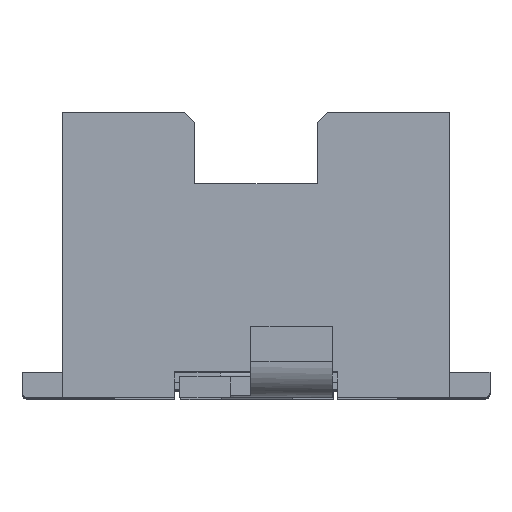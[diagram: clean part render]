
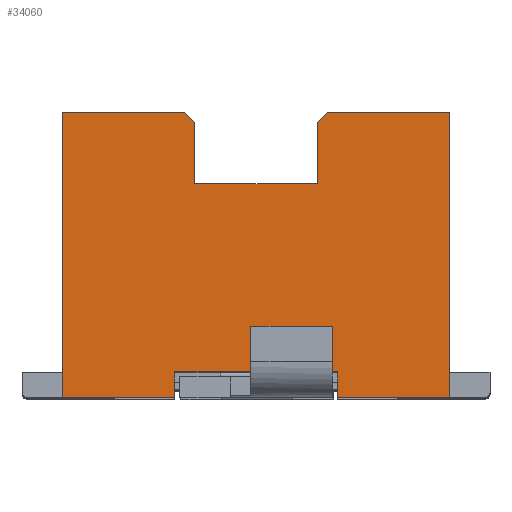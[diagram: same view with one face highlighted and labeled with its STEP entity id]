
A CAD part, top view. The second image highlights one B-rep face of the part: STEP entity #34060.
In plain terms, the highlighted planar face has unit normal (0, 0, 1).
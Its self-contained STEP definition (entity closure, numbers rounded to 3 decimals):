
#100=CARTESIAN_POINT('',(-13.01,-0.25,8.38));
#110=VERTEX_POINT('',#100);
#280=CARTESIAN_POINT('',(-14.11,-0.25,8.38));
#290=VERTEX_POINT('',#280);
#320=CARTESIAN_POINT('',(-15.25,-0.25,8.38));
#330=DIRECTION('',(1.,0.,0.));
#340=VECTOR('',#330,1.);
#350=LINE('',#320,#340);
#360=EDGE_CURVE('',#290,#110,#350,.T.);
#1820=CARTESIAN_POINT('',(-13.01,0.,8.38));
#1830=VERTEX_POINT('',#1820);
#1860=CARTESIAN_POINT('',(-15.25,0.,8.38));
#1870=DIRECTION('',(1.,0.,0.));
#1880=VECTOR('',#1870,1.);
#1890=LINE('',#1860,#1880);
#1900=CARTESIAN_POINT('',(-11.41,0.,8.38));
#1910=VERTEX_POINT('',#1900);
#1920=EDGE_CURVE('',#1830,#1910,#1890,.T.);
#3120=CARTESIAN_POINT('',(-13.01,-0.25,8.38));
#3130=DIRECTION('',(0.,1.,0.));
#3140=VECTOR('',#3130,1.);
#3150=LINE('',#3120,#3140);
#3160=EDGE_CURVE('',#110,#1830,#3150,.T.);
#12010=CARTESIAN_POINT('',(-10.61,0.25,8.38));
#12020=DIRECTION('',(0.707,-0.707,-0.));
#12030=VECTOR('',#12020,1.);
#12040=LINE('',#12010,#12030);
#12050=CARTESIAN_POINT('',(-12.91,2.55,8.38));
#12060=VERTEX_POINT('',#12050);
#12070=CARTESIAN_POINT('',(-12.81,2.45,8.38));
#12080=VERTEX_POINT('',#12070);
#12090=EDGE_CURVE('',#12060,#12080,#12040,.T.);
#15030=CARTESIAN_POINT('',(-12.81,1.85,8.38));
#15040=VERTEX_POINT('',#15030);
#15070=CARTESIAN_POINT('',(-12.81,0.25,8.38));
#15080=DIRECTION('',(0.,-1.,0.));
#15090=VECTOR('',#15080,1.);
#15100=LINE('',#15070,#15090);
#15110=EDGE_CURVE('',#12080,#15040,#15100,.T.);
#21500=CARTESIAN_POINT('',(-11.61,1.85,8.38));
#21510=VERTEX_POINT('',#21500);
#21540=CARTESIAN_POINT('',(-12.81,1.85,8.38));
#21550=DIRECTION('',(1.,0.,0.));
#21560=VECTOR('',#21550,1.);
#21570=LINE('',#21540,#21560);
#21580=EDGE_CURVE('',#15040,#21510,#21570,.T.);
#22200=CARTESIAN_POINT('',(-11.41,-0.25,8.38));
#22210=VERTEX_POINT('',#22200);
#22220=CARTESIAN_POINT('',(-10.31,-0.25,8.38));
#22230=VERTEX_POINT('',#22220);
#22240=EDGE_CURVE('',#22210,#22230,#350,.T.);
#30990=CARTESIAN_POINT('',(-11.61,0.25,8.38));
#31000=DIRECTION('',(0.,1.,0.));
#31010=VECTOR('',#31000,1.);
#31020=LINE('',#30990,#31010);
#31030=CARTESIAN_POINT('',(-11.61,2.45,8.38));
#31040=VERTEX_POINT('',#31030);
#31050=EDGE_CURVE('',#21510,#31040,#31020,.T.);
#31330=CARTESIAN_POINT('',(-11.41,-0.25,8.38));
#31340=DIRECTION('',(0.,-1.,0.));
#31350=VECTOR('',#31340,1.);
#31360=LINE('',#31330,#31350);
#31370=EDGE_CURVE('',#1910,#22210,#31360,.T.);
#33580=CARTESIAN_POINT('',(-10.31,0.25,8.38));
#33590=DIRECTION('',(0.,0.,1.));
#33600=DIRECTION('',(-1.,0.,0.));
#33610=AXIS2_PLACEMENT_3D('',#33580,#33590,#33600);
#33620=PLANE('',#33610);
#33630=CARTESIAN_POINT('',(-13.81,0.25,8.38));
#33640=DIRECTION('',(0.707,0.707,0.));
#33650=VECTOR('',#33640,1.);
#33660=LINE('',#33630,#33650);
#33670=CARTESIAN_POINT('',(-11.51,2.55,8.38));
#33680=VERTEX_POINT('',#33670);
#33690=EDGE_CURVE('',#31040,#33680,#33660,.T.);
#33700=ORIENTED_EDGE('',*,*,#33690,.F.);
#33710=CARTESIAN_POINT('',(-10.31,2.55,8.38));
#33720=DIRECTION('',(-1.,0.,0.));
#33730=VECTOR('',#33720,1.);
#33740=LINE('',#33710,#33730);
#33750=CARTESIAN_POINT('',(-10.31,2.55,8.38));
#33760=VERTEX_POINT('',#33750);
#33770=EDGE_CURVE('',#33760,#33680,#33740,.T.);
#33780=ORIENTED_EDGE('',*,*,#33770,.T.);
#33790=CARTESIAN_POINT('',(-10.31,0.25,8.38));
#33800=DIRECTION('',(0.,1.,0.));
#33810=VECTOR('',#33800,1.);
#33820=LINE('',#33790,#33810);
#33830=EDGE_CURVE('',#22230,#33760,#33820,.T.);
#33840=ORIENTED_EDGE('',*,*,#33830,.T.);
#33850=ORIENTED_EDGE('',*,*,#22240,.T.);
#33860=ORIENTED_EDGE('',*,*,#31370,.T.);
#33870=ORIENTED_EDGE('',*,*,#1920,.T.);
#33880=ORIENTED_EDGE('',*,*,#3160,.T.);
#33890=ORIENTED_EDGE('',*,*,#360,.T.);
#33900=CARTESIAN_POINT('',(-14.11,1.05,8.38));
#33910=DIRECTION('',(0.,1.,0.));
#33920=VECTOR('',#33910,1.);
#33930=LINE('',#33900,#33920);
#33940=CARTESIAN_POINT('',(-14.11,2.55,8.38));
#33950=VERTEX_POINT('',#33940);
#33960=EDGE_CURVE('',#290,#33950,#33930,.T.);
#33970=ORIENTED_EDGE('',*,*,#33960,.F.);
#33980=EDGE_CURVE('',#12060,#33950,#33740,.T.);
#33990=ORIENTED_EDGE('',*,*,#33980,.T.);
#34000=ORIENTED_EDGE('',*,*,#12090,.F.);
#34010=ORIENTED_EDGE('',*,*,#15110,.F.);
#34020=ORIENTED_EDGE('',*,*,#21580,.F.);
#34030=ORIENTED_EDGE('',*,*,#31050,.F.);
#34040=EDGE_LOOP('',(#34030,#34020,#34010,#34000,#33990,#33970,#33890,
#33880,#33870,#33860,#33850,#33840,#33780,#33700));
#34050=FACE_OUTER_BOUND('',#34040,.T.);
#34060=ADVANCED_FACE('',(#34050),#33620,.T.);
